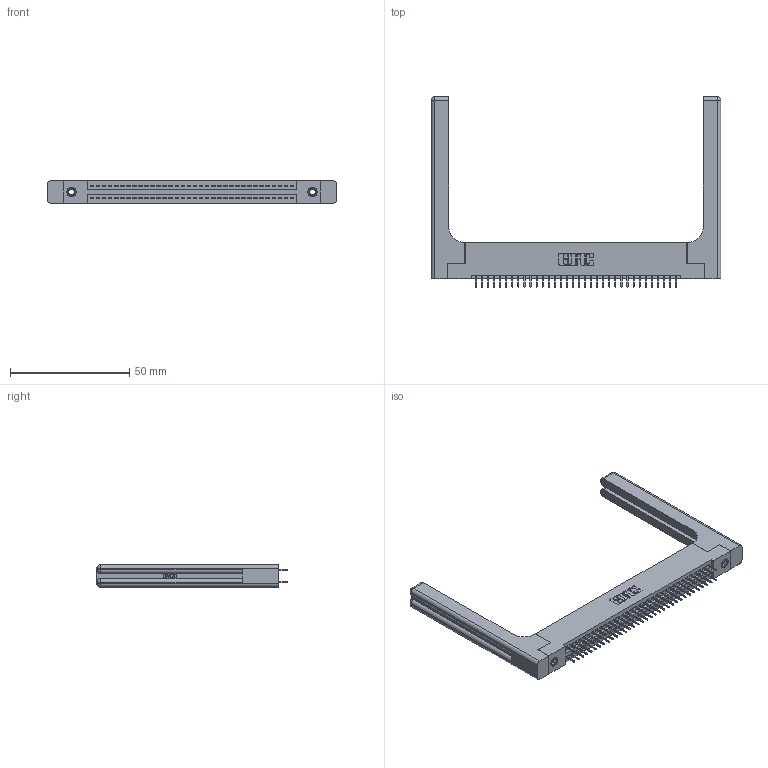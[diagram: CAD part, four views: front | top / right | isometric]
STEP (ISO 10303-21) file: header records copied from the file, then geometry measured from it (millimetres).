
FILE_DESCRIPTION (( 'STEP AP203' ), '1' );
FILE_NAME ('345-068-525-258.STEP', '2020-09-21T05:38:21', ( '' ), ( '' ), 'SwSTEP 2.0', 'SolidWorks 2020', '' );
FILE_SCHEMA (( 'CONFIG_CONTROL_DESIGN' ));
Length unit declared in the file: inch
Products named in the file (5): 345-250-001_345-250-001-102; 345-068-525-258; 345 Part_Flush Mounting Lugs - 0.156 Dia-TH; 345-292-001_345-293-125; 345-220-058_345-220-058
Assembly tree (73 placements, depth 2):
  345-068-525-258
    345 Part_Flush Mounting Lugs - 0.156 Dia-TH
    345-292-001_345-293-125  x68
    345-250-001_345-250-001-102  x2
    345-220-058_345-220-058  x2
Bounding box: 121.39 x 79.68 x 9.4 mm (x, y, z)
Volume: 20080.5 mm3; surface area: 21721.4 mm2
Topology: 73 solids, 73 shells, 4054 faces, 11411 edges, 7314 vertices
Faces by surface type: plane 2880, cylinder 1114, bspline 36, cone 12, sphere 8, torus 4
Entity records: 33010 total; most frequent: CARTESIAN_POINT 6533, ORIENTED_EDGE 5264, DIRECTION 4704, EDGE_CURVE 2632, VECTOR 2276, LINE 2276, VERTEX_POINT 1742, AXIS2_PLACEMENT_3D 1214
